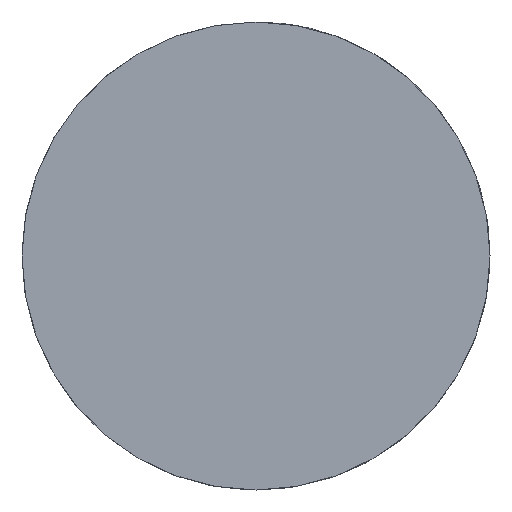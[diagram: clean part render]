
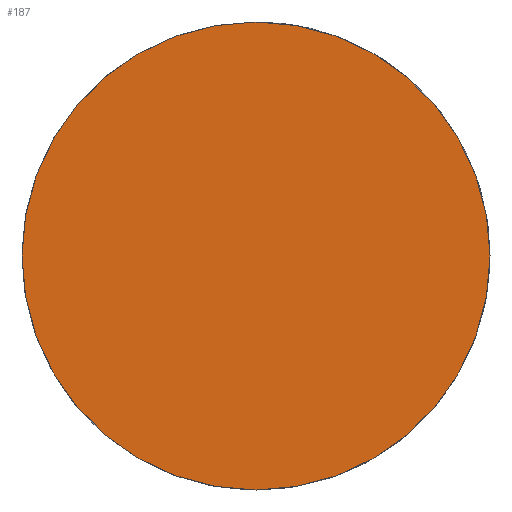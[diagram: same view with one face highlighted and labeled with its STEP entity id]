
A CAD part, left-side view. The second image highlights one B-rep face of the part: STEP entity #187.
In plain terms, the highlighted planar face has unit normal (-1, 0, 0).
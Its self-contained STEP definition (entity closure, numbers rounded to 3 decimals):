
#3 = VERTEX_POINT ( 'NONE', #69 ) ;
#5 = AXIS2_PLACEMENT_3D ( 'NONE', #40, #200, #90 ) ;
#25 = CARTESIAN_POINT ( 'NONE',  ( 0., 0., 0. ) ) ;
#32 = CIRCLE ( 'NONE', #5, 6.25 ) ;
#40 = CARTESIAN_POINT ( 'NONE',  ( 0., 0., 0. ) ) ;
#69 = CARTESIAN_POINT ( 'NONE',  ( 0., 0., -6.25 ) ) ;
#71 = FACE_OUTER_BOUND ( 'NONE', #144, .T. ) ;
#82 = ORIENTED_EDGE ( 'NONE', *, *, #170, .F. ) ;
#90 = DIRECTION ( 'NONE',  ( 0., 0., -1. ) ) ;
#106 = DIRECTION ( 'NONE',  ( 0., 0., -1. ) ) ;
#128 = AXIS2_PLACEMENT_3D ( 'NONE', #25, #155, #106 ) ;
#135 = PLANE ( 'NONE',  #128 ) ;
#144 = EDGE_LOOP ( 'NONE', ( #82 ) ) ;
#155 = DIRECTION ( 'NONE',  ( 1., 0., 0. ) ) ;
#170 = EDGE_CURVE ( 'NONE', #3, #3, #32, .T. ) ;
#187 = ADVANCED_FACE ( 'NONE', ( #71 ), #135, .F. ) ;
#200 = DIRECTION ( 'NONE',  ( 1., 0., 0. ) ) ;
